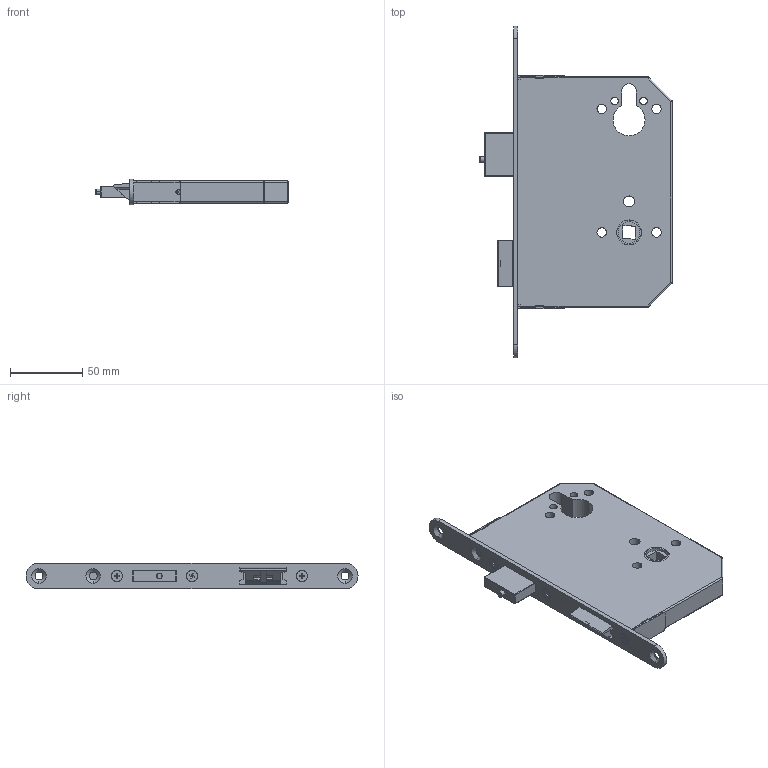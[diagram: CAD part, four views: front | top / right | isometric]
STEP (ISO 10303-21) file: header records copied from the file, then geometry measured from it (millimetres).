
FILE_DESCRIPTION (( 'STEP AP203' ), '1' );
FILE_NAME ('CASA 30104-ZF, Dornmass 80, Stulp 18.STEP', '2025-01-08T11:49:55', ( '' ), ( '' ), 'SwSTEP 2.0', 'SolidWorks 2023', '' );
FILE_SCHEMA (( 'CONFIG_CONTROL_DESIGN' ));
Length unit declared in the file: millimetre
Products named in the file (5): D001313547-000; D001344641-000_D001344641-018; D001345066-000_D001345066-086; CASA 30104-ZF, Dornmass 80, Stulp 18; D001127682-000_D001127682-001
Assembly tree (7 placements, depth 2):
  CASA 30104-ZF, Dornmass 80, Stulp 18
    D001345066-000_D001345066-086
    D001127682-000_D001127682-001  x3
    D001313547-000  x2
    D001344641-000_D001344641-018
Bounding box: 133.5 x 230 x 18 mm (x, y, z)
Volume: 265090.7 mm3; surface area: 60816 mm2
Topology: 15 solids, 15 shells, 493 faces, 1201 edges, 749 vertices
Faces by surface type: plane 263, cylinder 172, cone 24, torus 22, sphere 12
Entity records: 10335 total; most frequent: CARTESIAN_POINT 1779, DIRECTION 1732, ORIENTED_EDGE 1596, EDGE_CURVE 798, AXIS2_PLACEMENT_3D 618, VERTEX_POINT 505, LINE 496, VECTOR 496
